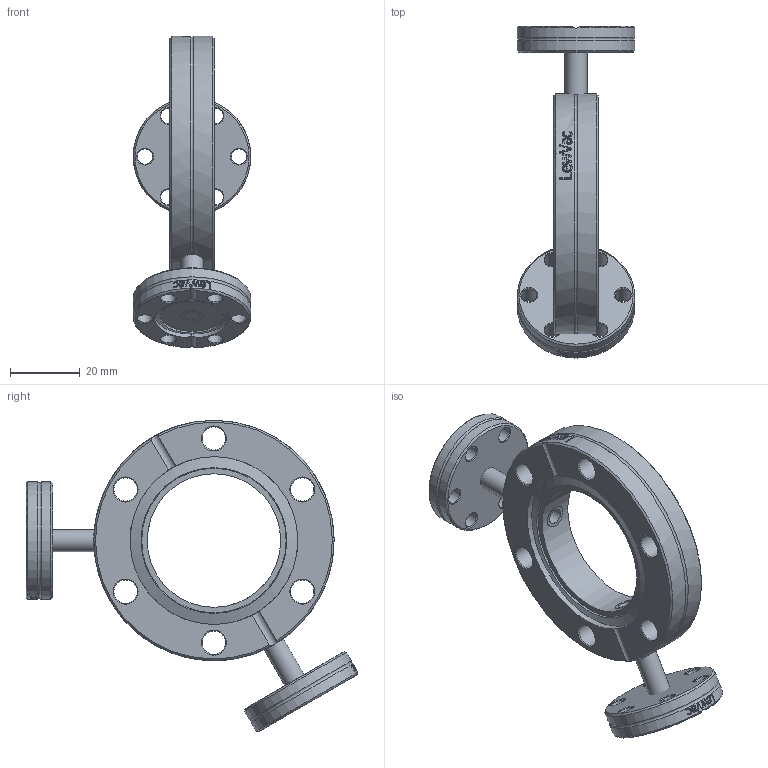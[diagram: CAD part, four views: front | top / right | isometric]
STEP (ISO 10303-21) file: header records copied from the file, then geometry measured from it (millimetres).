
FILE_DESCRIPTION(/* description */ (''),/* implementation_level */ '2;1');
FILE_NAME(/* name */ 'FL-DS40-2SP16CF.stp',/* time_stamp */ '2020-11-26T08:53:27+00:00',/* author */ ('Paul'),/* organization */ (''),/* preprocessor_version */ 'ST-DEVELOPER v18.1',/* originating_system */ 'Autodesk Inventor 2021',/* authorisation */ '');
FILE_SCHEMA (('AUTOMOTIVE_DESIGN { 1 0 10303 214 3 1 1 }'));
Length unit declared in the file: millimetre
Products named in the file (5): FL-DS40-2SP; FL-DS40-38 side bored for 2 x6.25 tube; tube; FL-16CF; FL-16CF_1
Assembly tree (5 placements, depth 2):
  FL-DS40-2SP
    FL-DS40-38 side bored for 2 x6.25 tube
    tube  x2
    FL-16CF
    FL-16CF_1
Bounding box: 33.8 x 95.37 x 89.49 mm (x, y, z)
Volume: 39695.3 mm3; surface area: 20094.3 mm2
Topology: 5 solids, 5 shells, 389 faces, 1063 edges, 704 vertices
Faces by surface type: plane 141, bspline 123, cylinder 68, cone 53, torus 4
Full cylindrical faces by diameter (mm): 4.4 x12, 4.5 x2, 6.35 x5, 6.7 x6, 21.4 x2, 33.8 x4, 38.4 x1, 48.26 x2, 69.1 x2
Entity records: 16907 total; most frequent: CARTESIAN_POINT 7444, ORIENTED_EDGE 2106, DIRECTION 1641, EDGE_CURVE 1053, VERTEX_POINT 696, AXIS2_PLACEMENT_3D 612, EDGE_LOOP 451, LINE 417
